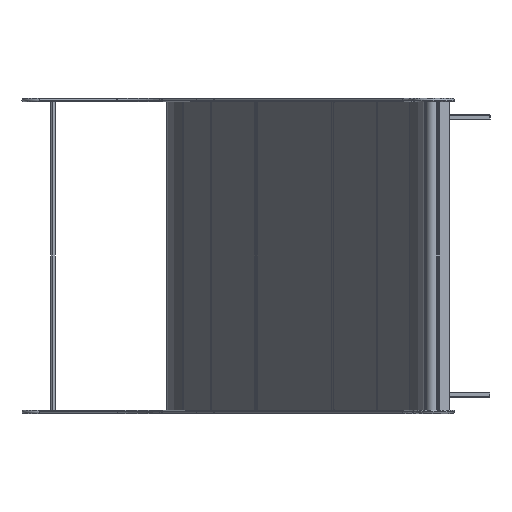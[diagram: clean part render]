
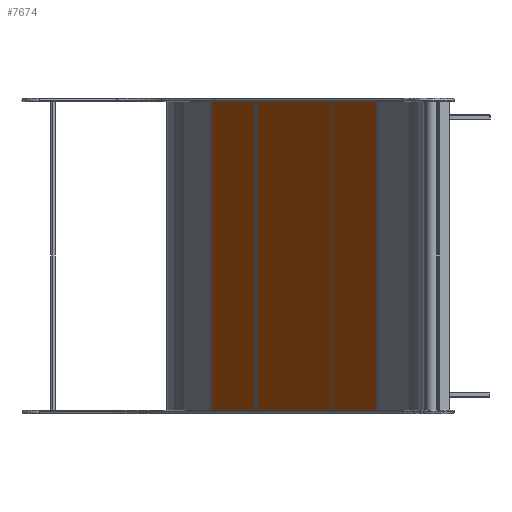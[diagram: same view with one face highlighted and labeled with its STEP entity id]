
A CAD part, left-side view. The second image highlights one B-rep face of the part: STEP entity #7674.
In plain terms, the highlighted face is planar.
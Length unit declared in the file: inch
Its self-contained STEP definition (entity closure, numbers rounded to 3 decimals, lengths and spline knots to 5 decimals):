
#102 = AXIS2_PLACEMENT_3D ( 'NONE', #33975, #36866, #34176 ) ;
#276 = CARTESIAN_POINT ( 'NONE',  ( -44.8622, 0., -47.8622 ) ) ;
#2351 = EDGE_CURVE ( 'NONE', #16093, #24115, #31506, .T. ) ;
#4411 = ORIENTED_EDGE ( 'NONE', *, *, #7477, .T. ) ;
#4777 = CARTESIAN_POINT ( 'NONE',  ( 44.8622, 0., -47.8622 ) ) ;
#5247 = VERTEX_POINT ( 'NONE', #13461 ) ;
#6378 = VERTEX_POINT ( 'NONE', #34582 ) ;
#7477 = EDGE_CURVE ( 'NONE', #6378, #16093, #20186, .T. ) ;
#7674 = ADVANCED_FACE ( 'NONE', ( #12371 ), #24274, .T. ) ;
#9154 = CARTESIAN_POINT ( 'NONE',  ( -44.8622, 0., -47.91236 ) ) ;
#10387 = EDGE_CURVE ( 'NONE', #5247, #6378, #18647, .T. ) ;
#12371 = FACE_OUTER_BOUND ( 'NONE', #29404, .T. ) ;
#13461 = CARTESIAN_POINT ( 'NONE',  ( -44.8622, 0., 47.8622 ) ) ;
#13779 = ORIENTED_EDGE ( 'NONE', *, *, #19247, .T. ) ;
#16093 = VERTEX_POINT ( 'NONE', #4777 ) ;
#18647 = LINE ( 'NONE', #22152, #19820 ) ;
#19032 = ORIENTED_EDGE ( 'NONE', *, *, #10387, .T. ) ;
#19247 = EDGE_CURVE ( 'NONE', #24115, #5247, #36191, .T. ) ;
#19256 = DIRECTION ( 'NONE',  ( -1., 0., 0. ) ) ;
#19820 = VECTOR ( 'NONE', #28160, 39.37008 ) ;
#20186 = LINE ( 'NONE', #32062, #38109 ) ;
#22152 = CARTESIAN_POINT ( 'NONE',  ( -44.91236, 0., 47.8622 ) ) ;
#22930 = DIRECTION ( 'NONE',  ( 0., 0., -1. ) ) ;
#24115 = VERTEX_POINT ( 'NONE', #276 ) ;
#24274 = PLANE ( 'NONE',  #102 ) ;
#26622 = ORIENTED_EDGE ( 'NONE', *, *, #2351, .T. ) ;
#28160 = DIRECTION ( 'NONE',  ( 1., 0., 0. ) ) ;
#28574 = CARTESIAN_POINT ( 'NONE',  ( 44.91236, 0., -47.8622 ) ) ;
#29404 = EDGE_LOOP ( 'NONE', ( #13779, #19032, #4411, #26622 ) ) ;
#31506 = LINE ( 'NONE', #28574, #37194 ) ;
#32062 = CARTESIAN_POINT ( 'NONE',  ( 44.8622, 0., 47.91236 ) ) ;
#32914 = DIRECTION ( 'NONE',  ( 0., 0., 1. ) ) ;
#33939 = VECTOR ( 'NONE', #32914, 39.37008 ) ;
#33975 = CARTESIAN_POINT ( 'NONE',  ( 0., 0., 0. ) ) ;
#34176 = DIRECTION ( 'NONE',  ( 0., 0., 1. ) ) ;
#34582 = CARTESIAN_POINT ( 'NONE',  ( 44.8622, 0., 47.8622 ) ) ;
#36191 = LINE ( 'NONE', #9154, #33939 ) ;
#36866 = DIRECTION ( 'NONE',  ( 0., 1., 0. ) ) ;
#37194 = VECTOR ( 'NONE', #19256, 39.37008 ) ;
#38109 = VECTOR ( 'NONE', #22930, 39.37008 ) ;
